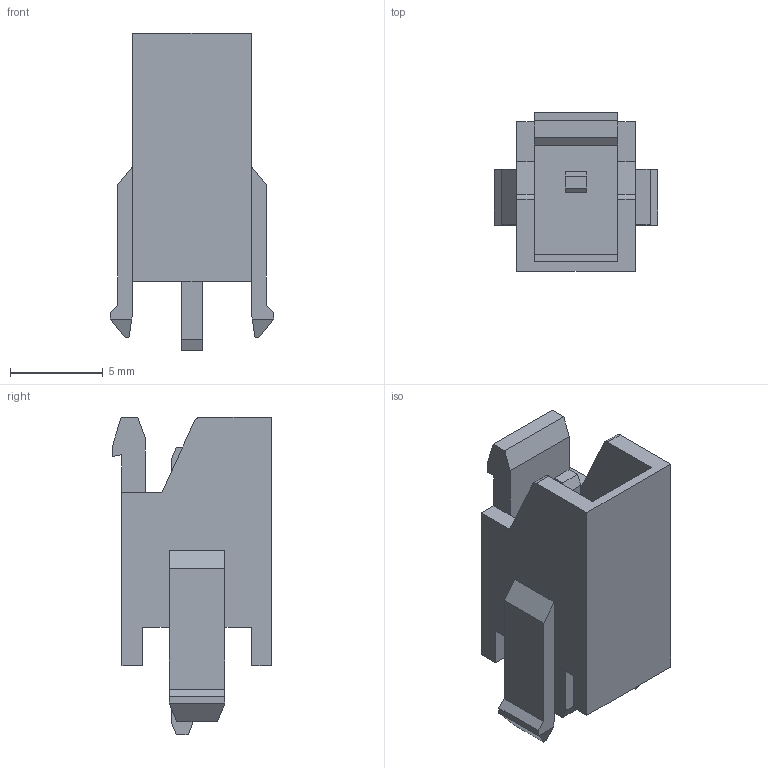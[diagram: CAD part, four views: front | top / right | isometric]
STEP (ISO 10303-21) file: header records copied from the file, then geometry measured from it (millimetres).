
FILE_DESCRIPTION((''),'2;1');
FILE_NAME('C-1-1123824-1','2007-12-18T',('workeradm'),('Tyco Electronics Corporation'),'PRO/ENGINEER BY PARAMETRIC TECHNOLOGY CORPORATION, 2005450','PRO/ENGINEER BY PARAMETRIC TECHNOLOGY CORPORATION, 2005450','');
FILE_SCHEMA(('CONFIG_CONTROL_DESIGN', 'GEOMETRIC_VALIDATION_PROPERTIES_MIM'));
Length unit declared in the file: millimetre
Products named in the file (1): C-1-1123824-1
Bounding box: 8.8 x 8.55 x 17.1 mm (x, y, z)
Volume: 400.9 mm3; surface area: 808.3 mm2
Topology: 1 solids, 1 shells, 67 faces, 179 edges, 116 vertices
Faces by surface type: plane 65, cylinder 2
Entity records: 2166 total; most frequent: CARTESIAN_POINT 363, ORIENTED_EDGE 358, DIRECTION 317, EDGE_CURVE 179, VECTOR 175, LINE 175, VERTEX_POINT 116, AXIS2_PLACEMENT_3D 71
